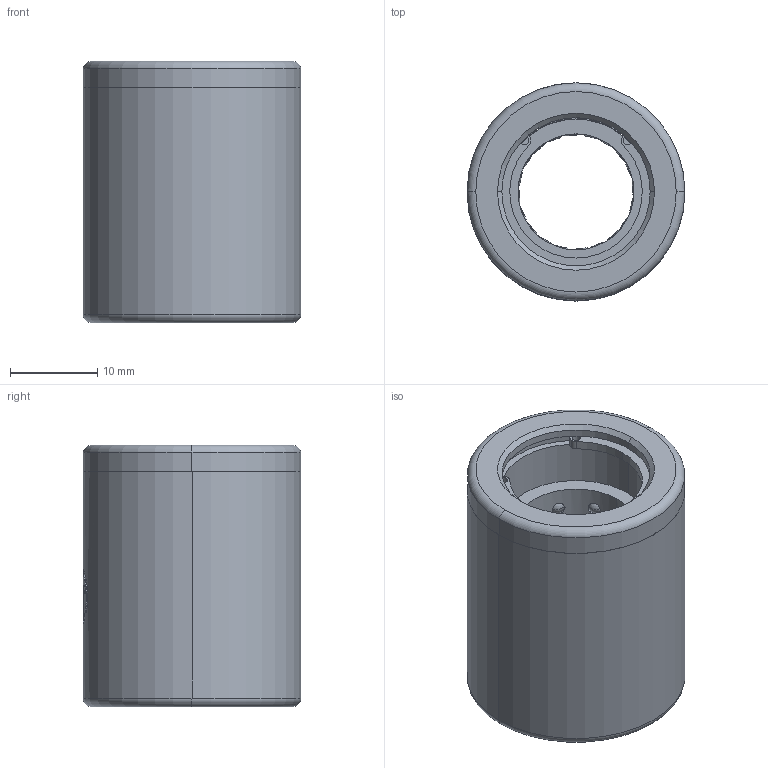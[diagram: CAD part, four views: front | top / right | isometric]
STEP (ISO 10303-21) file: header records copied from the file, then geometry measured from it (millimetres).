
FILE_DESCRIPTION (( 'STEP AP214' ), '1' );
FILE_NAME ('GBBL-D25-d13-L30.STEP', '2021-08-06T08:12:01', ( 'User' ), ( 'china' ), 'SwSTEP 2.0', 'SolidWorks 2016', '' );
FILE_SCHEMA (( 'AUTOMOTIVE_DESIGN' ));
Length unit declared in the file: millimetre
Products named in the file (6): BSH紩杶-d13-L20; 紩-D2; GBBL囀縐-D18.2; GBBL-D25-L30; GBBL-D25-d13-L30
Assembly tree (85 placements, depth 3):
  GBBL-D25-d13-L30
    GBBL-D25-L30
    GBBL囀縐-D18.2  x2
    BSH紩杶-d13-L20
      BSH紩杶-d13-L20
      紩-D2  x80
Bounding box: 25 x 25 x 30 mm (x, y, z)
Volume: 9362.2 mm3; surface area: 8720.1 mm2
Topology: 84 solids, 84 shells, 405 faces, 1678 edges, 1116 vertices
Faces by surface type: sphere 320, cylinder 56, plane 21, cone 4, torus 4
Entity records: 12981 total; most frequent: CARTESIAN_POINT 6198, ORIENTED_EDGE 1362, DIRECTION 1195, EDGE_CURVE 681, AXIS2_PLACEMENT_3D 561, VERTEX_POINT 452, EDGE_LOOP 395, B_SPLINE_CURVE_WITH_KNOTS 364
